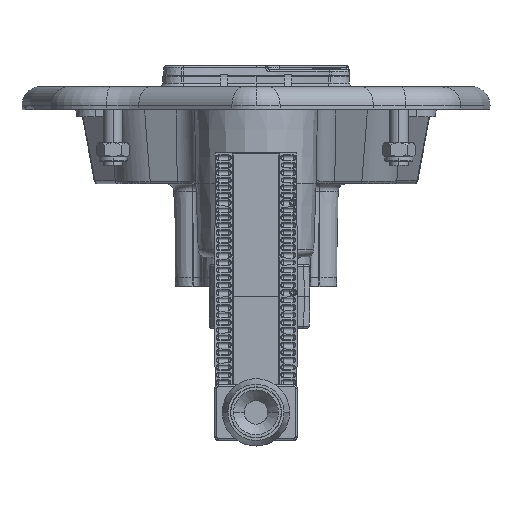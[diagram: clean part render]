
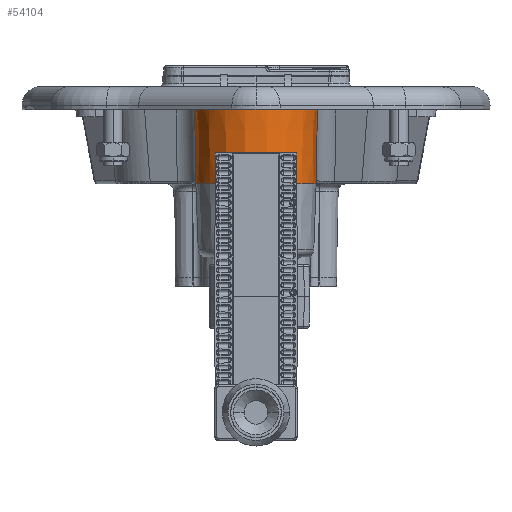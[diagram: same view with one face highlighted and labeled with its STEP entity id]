
A CAD part, left-side view. The second image highlights one B-rep face of the part: STEP entity #54104.
In plain terms, the highlighted conical face has half-angle 1 degrees and reference radius 16.422 mm.
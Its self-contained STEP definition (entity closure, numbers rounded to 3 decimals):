
#1823 = ORIENTED_EDGE ( 'NONE', *, *, #16699, .F. ) ;
#3643 = CIRCLE ( 'NONE', #11505, 16.046 ) ;
#8667 = VERTEX_POINT ( 'NONE', #58005 ) ;
#10102 = VECTOR ( 'NONE', #67521, 1000. ) ;
#10367 = DIRECTION ( 'NONE',  ( 1., 0., 0. ) ) ;
#11505 = AXIS2_PLACEMENT_3D ( 'NONE', #12616, #80281, #54853 ) ;
#11869 = CARTESIAN_POINT ( 'NONE',  ( -20., 0., 1.535 ) ) ;
#11877 = AXIS2_PLACEMENT_3D ( 'NONE', #11869, #75003, #61864 ) ;
#12616 = CARTESIAN_POINT ( 'NONE',  ( -20., 0., -19.991 ) ) ;
#13592 = CARTESIAN_POINT ( 'NONE',  ( -20., 16.046, -20. ) ) ;
#13866 = CARTESIAN_POINT ( 'NONE',  ( -20., 0., 1.535 ) ) ;
#13944 = VERTEX_POINT ( 'NONE', #57348 ) ;
#14204 = CIRCLE ( 'NONE', #42983, 16.046 ) ;
#15115 = VECTOR ( 'NONE', #31706, 1000. ) ;
#16699 = EDGE_CURVE ( 'NONE', #53740, #8667, #54824, .T. ) ;
#17478 = AXIS2_PLACEMENT_3D ( 'NONE', #13866, #28567, #47836 ) ;
#20124 = EDGE_CURVE ( 'NONE', #13944, #52361, #3643, .T. ) ;
#20774 = EDGE_LOOP ( 'NONE', ( #1823, #33348, #47272, #31019, #30942 ) ) ;
#22691 = CARTESIAN_POINT ( 'NONE',  ( -20., 0., -19.991 ) ) ;
#23486 = DIRECTION ( 'NONE',  ( 0., 0., 1. ) ) ;
#25966 = LINE ( 'NONE', #38248, #15115 ) ;
#28567 = DIRECTION ( 'NONE',  ( 0., 0., -1. ) ) ;
#30942 = ORIENTED_EDGE ( 'NONE', *, *, #70495, .T. ) ;
#31019 = ORIENTED_EDGE ( 'NONE', *, *, #35773, .T. ) ;
#31706 = DIRECTION ( 'NONE',  ( 0., -0.017, 1. ) ) ;
#33348 = ORIENTED_EDGE ( 'NONE', *, *, #46416, .T. ) ;
#35773 = EDGE_CURVE ( 'NONE', #52361, #61654, #25966, .T. ) ;
#38248 = CARTESIAN_POINT ( 'NONE',  ( -20., -16.422, 1.535 ) ) ;
#42529 = CARTESIAN_POINT ( 'NONE',  ( -20., 16.499, 5.956 ) ) ;
#42983 = AXIS2_PLACEMENT_3D ( 'NONE', #22691, #23486, #10367 ) ;
#46416 = EDGE_CURVE ( 'NONE', #53740, #13944, #14204, .T. ) ;
#47272 = ORIENTED_EDGE ( 'NONE', *, *, #20124, .T. ) ;
#47836 = DIRECTION ( 'NONE',  ( 0., 1., 0. ) ) ;
#52361 = VERTEX_POINT ( 'NONE', #68497 ) ;
#53740 = VERTEX_POINT ( 'NONE', #13592 ) ;
#54104 = ADVANCED_FACE ( 'NONE', ( #68025 ), #70760, .T. ) ;
#54824 = LINE ( 'NONE', #42529, #10102 ) ;
#54853 = DIRECTION ( 'NONE',  ( 1., 0., 0. ) ) ;
#57348 = CARTESIAN_POINT ( 'NONE',  ( -36.046, 0., -19.991 ) ) ;
#58005 = CARTESIAN_POINT ( 'NONE',  ( -20., 16.422, 1.535 ) ) ;
#61654 = VERTEX_POINT ( 'NONE', #78266 ) ;
#61864 = DIRECTION ( 'NONE',  ( 1., 0., 0. ) ) ;
#67521 = DIRECTION ( 'NONE',  ( 0., 0.017, 1. ) ) ;
#68025 = FACE_OUTER_BOUND ( 'NONE', #20774, .T. ) ;
#68497 = CARTESIAN_POINT ( 'NONE',  ( -20., -16.046, -20. ) ) ;
#70495 = EDGE_CURVE ( 'NONE', #61654, #8667, #76426, .T. ) ;
#70760 = CONICAL_SURFACE ( 'NONE', #11877, 16.422, 0.017 ) ;
#75003 = DIRECTION ( 'NONE',  ( 0., 0., 1. ) ) ;
#76426 = CIRCLE ( 'NONE', #17478, 16.422 ) ;
#78266 = CARTESIAN_POINT ( 'NONE',  ( -20., -16.422, 1.535 ) ) ;
#80281 = DIRECTION ( 'NONE',  ( 0., 0., 1. ) ) ;
